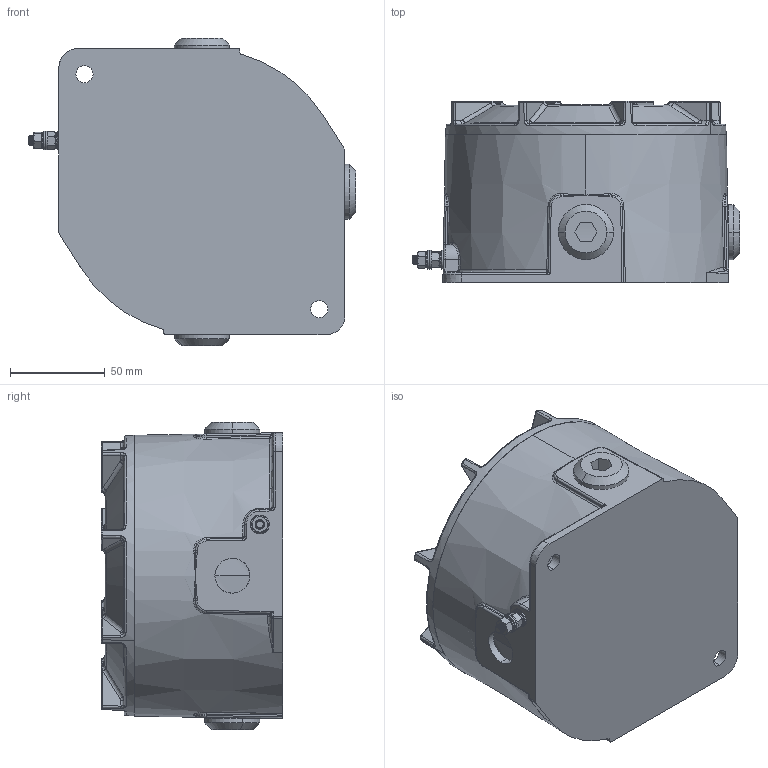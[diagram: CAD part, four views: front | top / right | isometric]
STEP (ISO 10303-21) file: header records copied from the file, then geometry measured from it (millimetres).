
FILE_DESCRIPTION (( 'STEP AP214' ), '1' );
FILE_NAME ('D199-05-501-3D_Issue_1 [STExJ2 for Website].STEP', '2021-12-06T10:20:16', ( '' ), ( '' ), 'SwSTEP 2.0', 'SolidWorks 2021', '' );
FILE_SCHEMA (( 'AUTOMOTIVE_DESIGN' ));
Length unit declared in the file: millimetre
Products named in the file (1): D199-05-501-3D_Issue_1 [STExJ2 for Website]
Bounding box: 172.59 x 95.5 x 161.82 mm (x, y, z)
Volume: 1971579.5 mm3; surface area: 140827.8 mm2
Topology: 13 solids, 14 shells, 755 faces, 1796 edges, 1042 vertices
Faces by surface type: cylinder 234, bspline 224, plane 122, cone 71, torus 71, sphere 33
Entity records: 43407 total; most frequent: CARTESIAN_POINT 19795, ORIENTED_EDGE 3516, DIRECTION 2803, EDGE_CURVE 1758, AXIS2_PLACEMENT_3D 1192, VERTEX_POINT 1042, EDGE_LOOP 782, UNCERTAINTY_MEASURE_WITH_UNIT 770
